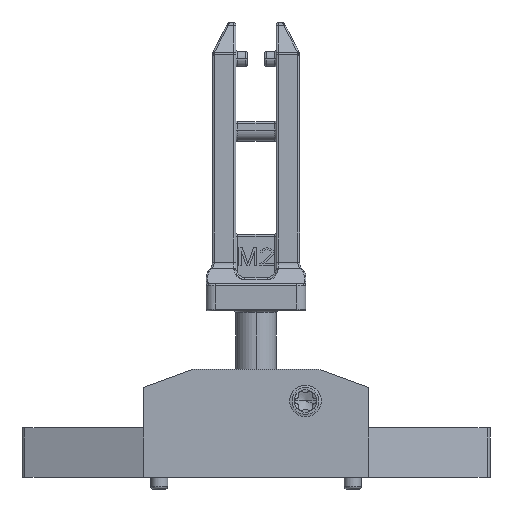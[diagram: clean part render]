
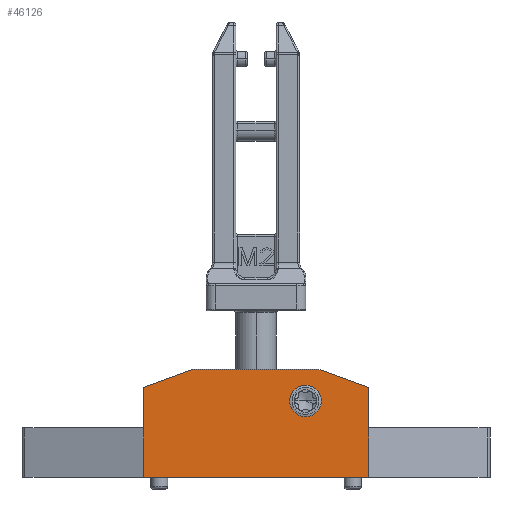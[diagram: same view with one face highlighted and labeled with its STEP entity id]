
A CAD part, front view. The second image highlights one B-rep face of the part: STEP entity #46126.
In plain terms, the highlighted planar face has unit normal (0, -1, 0).
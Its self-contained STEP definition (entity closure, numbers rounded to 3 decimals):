
#9721=DIRECTION('',(-1.,0.,0.));
#9722=VECTOR('',#9721,14.);
#9723=CARTESIAN_POINT('',(7.,-10.,3.5));
#9724=LINE('',#9723,#9722);
#9807=DIRECTION('',(1.,0.,0.));
#9808=VECTOR('',#9807,25.);
#9809=CARTESIAN_POINT('',(-12.5,-10.,-8.5));
#9810=LINE('',#9809,#9808);
#9927=DIRECTION('',(0.94,0.,-0.342));
#9928=VECTOR('',#9927,5.853);
#9929=CARTESIAN_POINT('',(7.,-10.,3.5));
#9930=LINE('',#9929,#9928);
#9931=DIRECTION('',(0.,0.,-1.));
#9932=VECTOR('',#9931,4.498);
#9933=CARTESIAN_POINT('',(12.5,-10.,1.498));
#9934=LINE('',#9933,#9932);
#9935=DIRECTION('',(0.,0.,1.));
#9936=VECTOR('',#9935,5.5);
#9937=CARTESIAN_POINT('',(12.5,-10.,-8.5));
#9938=LINE('',#9937,#9936);
#9939=DIRECTION('',(0.,0.,1.));
#9940=VECTOR('',#9939,5.5);
#9941=CARTESIAN_POINT('',(-12.5,-10.,-8.5));
#9942=LINE('',#9941,#9940);
#9943=DIRECTION('',(0.,0.,-1.));
#9944=VECTOR('',#9943,4.498);
#9945=CARTESIAN_POINT('',(-12.5,-10.,1.498));
#9946=LINE('',#9945,#9944);
#9947=DIRECTION('',(-0.94,0.,-0.342));
#9948=VECTOR('',#9947,5.853);
#9949=CARTESIAN_POINT('',(-7.,-10.,3.5));
#9950=LINE('',#9949,#9948);
#9951=CARTESIAN_POINT('',(5.5,-10.,0.));
#9952=DIRECTION('',(0.,-1.,0.));
#9953=DIRECTION('',(1.,0.,0.));
#9954=AXIS2_PLACEMENT_3D('',#9951,#9952,#9953);
#9956=CARTESIAN_POINT('',(5.5,-10.,0.));
#9957=DIRECTION('',(0.,-1.,0.));
#9958=DIRECTION('',(-1.,0.,0.));
#9959=AXIS2_PLACEMENT_3D('',#9956,#9957,#9958);
#23764=CARTESIAN_POINT('',(-7.,-10.,3.5));
#23765=CARTESIAN_POINT('',(-12.5,-10.,1.498));
#23766=VERTEX_POINT('',#23764);
#23767=VERTEX_POINT('',#23765);
#23772=CARTESIAN_POINT('',(-12.5,-10.,-8.5));
#23773=CARTESIAN_POINT('',(-12.5,-10.,-3.));
#23774=VERTEX_POINT('',#23772);
#23775=VERTEX_POINT('',#23773);
#23850=CARTESIAN_POINT('',(7.,-10.,3.5));
#23851=CARTESIAN_POINT('',(12.5,-10.,1.498));
#23852=VERTEX_POINT('',#23850);
#23853=VERTEX_POINT('',#23851);
#23858=CARTESIAN_POINT('',(12.5,-10.,-8.5));
#23859=CARTESIAN_POINT('',(12.5,-10.,-3.));
#23860=VERTEX_POINT('',#23858);
#23861=VERTEX_POINT('',#23859);
#23954=CARTESIAN_POINT('',(7.25,-10.,0.));
#23955=CARTESIAN_POINT('',(3.75,-10.,0.));
#23956=VERTEX_POINT('',#23954);
#23957=VERTEX_POINT('',#23955);
#46101=CARTESIAN_POINT('',(0.,-10.,-8.5));
#46102=DIRECTION('',(0.,-1.,0.));
#46103=DIRECTION('',(1.,0.,0.));
#46104=AXIS2_PLACEMENT_3D('',#46101,#46102,#46103);
#46105=PLANE('',#46104);
#46106=ORIENTED_EDGE('',*,*,#45898,.F.);
#46108=ORIENTED_EDGE('',*,*,#46107,.T.);
#46110=ORIENTED_EDGE('',*,*,#46109,.T.);
#46112=ORIENTED_EDGE('',*,*,#46111,.F.);
#46113=ORIENTED_EDGE('',*,*,#45974,.F.);
#46115=ORIENTED_EDGE('',*,*,#46114,.T.);
#46116=ORIENTED_EDGE('',*,*,#46082,.F.);
#46117=ORIENTED_EDGE('',*,*,#46095,.F.);
#46118=EDGE_LOOP('',(#46106,#46108,#46110,#46112,#46113,#46115,#46116,#46117));
#46119=FACE_OUTER_BOUND('',#46118,.F.);
#46121=ORIENTED_EDGE('',*,*,#46120,.T.);
#46123=ORIENTED_EDGE('',*,*,#46122,.T.);
#46124=EDGE_LOOP('',(#46121,#46123));
#46125=FACE_BOUND('',#46124,.F.);
#9955=CIRCLE('',#9954,1.75);
#9960=CIRCLE('',#9959,1.75);
#45898=EDGE_CURVE('',#23852,#23766,#9724,.T.);
#45974=EDGE_CURVE('',#23774,#23860,#9810,.T.);
#46082=EDGE_CURVE('',#23767,#23775,#9946,.T.);
#46095=EDGE_CURVE('',#23766,#23767,#9950,.T.);
#46107=EDGE_CURVE('',#23852,#23853,#9930,.T.);
#46109=EDGE_CURVE('',#23853,#23861,#9934,.T.);
#46111=EDGE_CURVE('',#23860,#23861,#9938,.T.);
#46114=EDGE_CURVE('',#23774,#23775,#9942,.T.);
#46120=EDGE_CURVE('',#23956,#23957,#9955,.T.);
#46122=EDGE_CURVE('',#23957,#23956,#9960,.T.);
#46126=ADVANCED_FACE('',(#46119,#46125),#46105,.T.);
